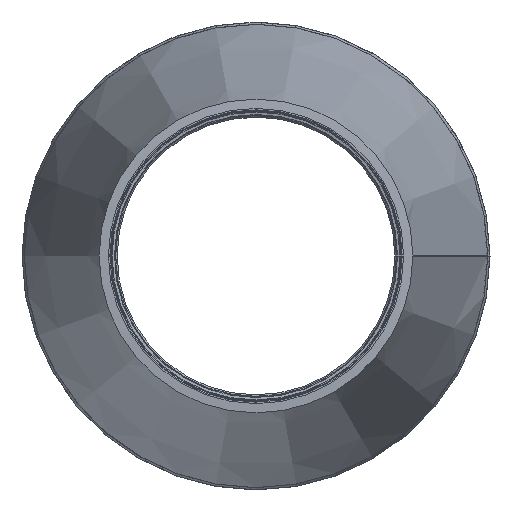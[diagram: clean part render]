
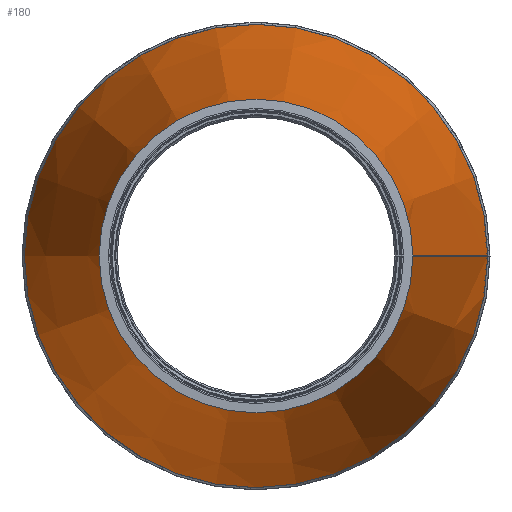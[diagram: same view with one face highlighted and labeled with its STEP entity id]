
A CAD part, front view. The second image highlights one B-rep face of the part: STEP entity #180.
In plain terms, the highlighted conical face has half-angle 12.953 degrees and reference radius 129.725 mm.
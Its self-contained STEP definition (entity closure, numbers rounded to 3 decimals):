
#114=CARTESIAN_POINT('',(-100.975,250.224,0.002));
#115=VERTEX_POINT('',#114);
#122=CARTESIAN_POINT('',(-100.975,250.224,0.0));
#123=VERTEX_POINT('',#122);
#124=CARTESIAN_POINT('',(0.0,250.224,0.0));
#125=DIRECTION('',(0.0,-1.0,0.0));
#126=DIRECTION('',(-1.0,0.0,0.0));
#127=AXIS2_PLACEMENT_3D('',#124,#125,#126);
#128=CIRCLE('',#127,100.975);
#129=EDGE_CURVE('',#123,#115,#128,.T.);
#149=CARTESIAN_POINT('',(0.0,125.224,0.0));
#150=DIRECTION('',(0.0,-1.0,0.0));
#151=DIRECTION('',(-1.0,0.0,0.0));
#152=AXIS2_PLACEMENT_3D('',#149,#150,#151);
#153=CONICAL_SURFACE('',#152,129.725,12.953);
#154=CARTESIAN_POINT('',(-158.475,0.224,0.003));
#155=VERTEX_POINT('',#154);
#156=CARTESIAN_POINT('',(-100.975,250.224,0.002));
#157=DIRECTION('',(-0.224,-0.975,0.));
#158=VECTOR('',#157,256.527);
#159=LINE('',#156,#158);
#160=EDGE_CURVE('',#115,#155,#159,.T.);
#161=ORIENTED_EDGE('',*,*,#160,.T.);
#162=CARTESIAN_POINT('',(-158.475,0.224,0.0));
#163=VERTEX_POINT('',#162);
#164=CARTESIAN_POINT('',(0.0,0.224,0.0));
#165=DIRECTION('',(0.0,-1.0,0.0));
#166=DIRECTION('',(-1.0,0.0,0.0));
#167=AXIS2_PLACEMENT_3D('',#164,#165,#166);
#168=CIRCLE('',#167,158.475);
#169=EDGE_CURVE('',#163,#155,#168,.T.);
#170=ORIENTED_EDGE('',*,*,#169,.F.);
#171=CARTESIAN_POINT('',(-100.975,250.224,0.0));
#172=DIRECTION('',(-0.224,-0.975,0.0));
#173=VECTOR('',#172,256.527);
#174=LINE('',#171,#173);
#175=EDGE_CURVE('',#123,#163,#174,.T.);
#176=ORIENTED_EDGE('',*,*,#175,.F.);
#177=ORIENTED_EDGE('',*,*,#129,.T.);
#178=EDGE_LOOP('',(#161,#170,#176,#177));
#179=FACE_OUTER_BOUND('',#178,.T.);
#180=ADVANCED_FACE('',(#179),#153,.T.);
